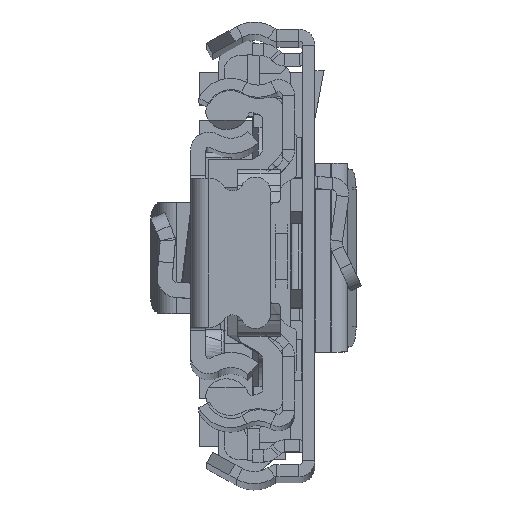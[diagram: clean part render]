
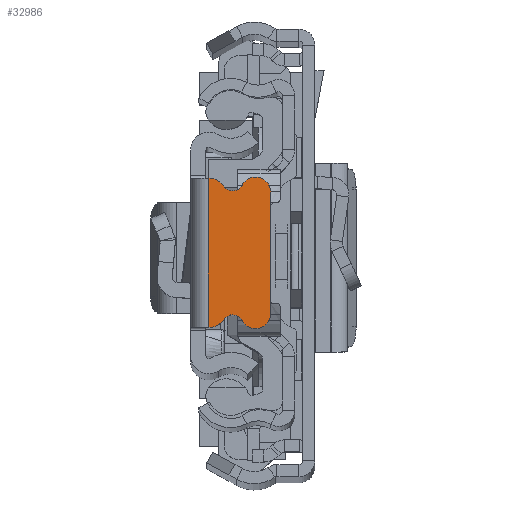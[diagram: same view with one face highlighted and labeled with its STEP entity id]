
A CAD part, top view. The second image highlights one B-rep face of the part: STEP entity #32986.
In plain terms, the highlighted planar face has unit normal (0, 0, 1).
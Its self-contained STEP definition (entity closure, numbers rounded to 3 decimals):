
#458 = CIRCLE ( 'NONE', #2196, 1.5 ) ;
#1057 = LINE ( 'NONE', #17839, #27199 ) ;
#1059 = PLANE ( 'NONE',  #11649 ) ;
#2018 = VECTOR ( 'NONE', #31487, 1000. ) ;
#2196 = AXIS2_PLACEMENT_3D ( 'NONE', #19088, #34732, #18924 ) ;
#2709 = ORIENTED_EDGE ( 'NONE', *, *, #3156, .F. ) ;
#2765 = AXIS2_PLACEMENT_3D ( 'NONE', #27704, #19600, #9070 ) ;
#3156 = EDGE_CURVE ( 'NONE', #4224, #17544, #1057, .T. ) ;
#3363 = CARTESIAN_POINT ( 'NONE',  ( -3.206, -6.658, 0. ) ) ;
#3778 = CARTESIAN_POINT ( 'NONE',  ( -5.109, 6.713, 0. ) ) ;
#4224 = VERTEX_POINT ( 'NONE', #15915 ) ;
#4261 = DIRECTION ( 'NONE',  ( 0., 0., 1. ) ) ;
#4578 = CARTESIAN_POINT ( 'NONE',  ( -4.142, -7.236, 0. ) ) ;
#5506 = EDGE_CURVE ( 'NONE', #31795, #17544, #14352, .T. ) ;
#5584 = CIRCLE ( 'NONE', #2765, 1.5 ) ;
#5762 = CIRCLE ( 'NONE', #9712, 1.1 ) ;
#6413 = VERTEX_POINT ( 'NONE', #3778 ) ;
#6530 = DIRECTION ( 'NONE',  ( -1., 0., 0. ) ) ;
#6917 = CARTESIAN_POINT ( 'NONE',  ( 347.771, 0., 0. ) ) ;
#7405 = DIRECTION ( 'NONE',  ( 0., 0., -1. ) ) ;
#9070 = DIRECTION ( 'NONE',  ( 1., 0., 0. ) ) ;
#9340 = CARTESIAN_POINT ( 'NONE',  ( -1.929, -5.87, 0. ) ) ;
#9508 = CARTESIAN_POINT ( 'NONE',  ( -1.929, -7.37, 0. ) ) ;
#9634 = CARTESIAN_POINT ( 'NONE',  ( -3.206, 6.658, 0. ) ) ;
#9712 = AXIS2_PLACEMENT_3D ( 'NONE', #23742, #7405, #29539 ) ;
#9871 = EDGE_CURVE ( 'NONE', #6413, #18522, #458, .T. ) ;
#9878 = LINE ( 'NONE', #12680, #2018 ) ;
#9942 = EDGE_CURVE ( 'NONE', #27860, #17900, #5584, .T. ) ;
#10490 = CARTESIAN_POINT ( 'NONE',  ( -1.75, 7.37, 0. ) ) ;
#10935 = AXIS2_PLACEMENT_3D ( 'NONE', #19898, #30630, #6530 ) ;
#11479 = VERTEX_POINT ( 'NONE', #19877 ) ;
#11649 = AXIS2_PLACEMENT_3D ( 'NONE', #6917, #4261, #23103 ) ;
#11794 = DIRECTION ( 'NONE',  ( 1., 0., 0. ) ) ;
#12077 = LINE ( 'NONE', #15084, #13813 ) ;
#12177 = ORIENTED_EDGE ( 'NONE', *, *, #24572, .F. ) ;
#12525 = DIRECTION ( 'NONE',  ( -1., 0., 0. ) ) ;
#12662 = AXIS2_PLACEMENT_3D ( 'NONE', #9340, #25155, #11794 ) ;
#12680 = CARTESIAN_POINT ( 'NONE',  ( -1.929, 7.37, 0. ) ) ;
#13813 = VECTOR ( 'NONE', #14558, 1000. ) ;
#14352 = CIRCLE ( 'NONE', #12662, 1.5 ) ;
#14558 = DIRECTION ( 'NONE',  ( 0., -1., 0. ) ) ;
#15084 = CARTESIAN_POINT ( 'NONE',  ( -7.929, -6., 0. ) ) ;
#15821 = CIRCLE ( 'NONE', #20309, 1.1 ) ;
#15915 = CARTESIAN_POINT ( 'NONE',  ( -1.75, -7.37, 0. ) ) ;
#16271 = VERTEX_POINT ( 'NONE', #9634 ) ;
#16401 = VERTEX_POINT ( 'NONE', #10490 ) ;
#16637 = LINE ( 'NONE', #19255, #25906 ) ;
#17544 = VERTEX_POINT ( 'NONE', #9508 ) ;
#17693 = EDGE_CURVE ( 'NONE', #16401, #4224, #16637, .T. ) ;
#17839 = CARTESIAN_POINT ( 'NONE',  ( -1.929, -7.37, 0. ) ) ;
#17900 = VERTEX_POINT ( 'NONE', #25423 ) ;
#18490 = EDGE_CURVE ( 'NONE', #17900, #31795, #15821, .T. ) ;
#18522 = VERTEX_POINT ( 'NONE', #34132 ) ;
#18647 = ORIENTED_EDGE ( 'NONE', *, *, #34281, .T. ) ;
#18924 = DIRECTION ( 'NONE',  ( -1., 0., 0. ) ) ;
#19088 = CARTESIAN_POINT ( 'NONE',  ( -6.429, 6., 0. ) ) ;
#19255 = CARTESIAN_POINT ( 'NONE',  ( -1.75, 0., 0. ) ) ;
#19600 = DIRECTION ( 'NONE',  ( 0., 0., 1. ) ) ;
#19877 = CARTESIAN_POINT ( 'NONE',  ( -1.929, 7.37, 0. ) ) ;
#19898 = CARTESIAN_POINT ( 'NONE',  ( -1.929, 5.87, 0. ) ) ;
#20020 = ORIENTED_EDGE ( 'NONE', *, *, #9942, .T. ) ;
#20309 = AXIS2_PLACEMENT_3D ( 'NONE', #4578, #26232, #12525 ) ;
#20736 = CARTESIAN_POINT ( 'NONE',  ( -7.929, -6., 0. ) ) ;
#20914 = EDGE_CURVE ( 'NONE', #16271, #6413, #5762, .T. ) ;
#22466 = ORIENTED_EDGE ( 'NONE', *, *, #20914, .T. ) ;
#22485 = EDGE_CURVE ( 'NONE', #18522, #27860, #12077, .T. ) ;
#22993 = ORIENTED_EDGE ( 'NONE', *, *, #17693, .F. ) ;
#23103 = DIRECTION ( 'NONE',  ( 1., 0., 0. ) ) ;
#23742 = CARTESIAN_POINT ( 'NONE',  ( -4.142, 7.236, 0. ) ) ;
#24373 = DIRECTION ( 'NONE',  ( 0., -1., 0. ) ) ;
#24572 = EDGE_CURVE ( 'NONE', #11479, #16401, #9878, .T. ) ;
#25155 = DIRECTION ( 'NONE',  ( 0., 0., 1. ) ) ;
#25303 = ORIENTED_EDGE ( 'NONE', *, *, #18490, .T. ) ;
#25423 = CARTESIAN_POINT ( 'NONE',  ( -5.109, -6.713, 0. ) ) ;
#25585 = DIRECTION ( 'NONE',  ( -1., 0., 0. ) ) ;
#25906 = VECTOR ( 'NONE', #24373, 1000. ) ;
#26232 = DIRECTION ( 'NONE',  ( 0., 0., -1. ) ) ;
#27087 = ORIENTED_EDGE ( 'NONE', *, *, #9871, .T. ) ;
#27199 = VECTOR ( 'NONE', #25585, 1000. ) ;
#27704 = CARTESIAN_POINT ( 'NONE',  ( -6.429, -6., 0. ) ) ;
#27860 = VERTEX_POINT ( 'NONE', #20736 ) ;
#28545 = FACE_OUTER_BOUND ( 'NONE', #32931, .T. ) ;
#29539 = DIRECTION ( 'NONE',  ( 1., 0., 0. ) ) ;
#29699 = ORIENTED_EDGE ( 'NONE', *, *, #22485, .T. ) ;
#30630 = DIRECTION ( 'NONE',  ( 0., 0., 1. ) ) ;
#31140 = CIRCLE ( 'NONE', #10935, 1.5 ) ;
#31487 = DIRECTION ( 'NONE',  ( 1., 0., 0. ) ) ;
#31795 = VERTEX_POINT ( 'NONE', #3363 ) ;
#32565 = ORIENTED_EDGE ( 'NONE', *, *, #5506, .T. ) ;
#32931 = EDGE_LOOP ( 'NONE', ( #22993, #12177, #18647, #22466, #27087, #29699, #20020, #25303, #32565, #2709 ) ) ;
#32986 = ADVANCED_FACE ( 'NONE', ( #28545 ), #1059, .T. ) ;
#34132 = CARTESIAN_POINT ( 'NONE',  ( -7.929, 6., 0. ) ) ;
#34281 = EDGE_CURVE ( 'NONE', #11479, #16271, #31140, .T. ) ;
#34732 = DIRECTION ( 'NONE',  ( 0., 0., 1. ) ) ;
